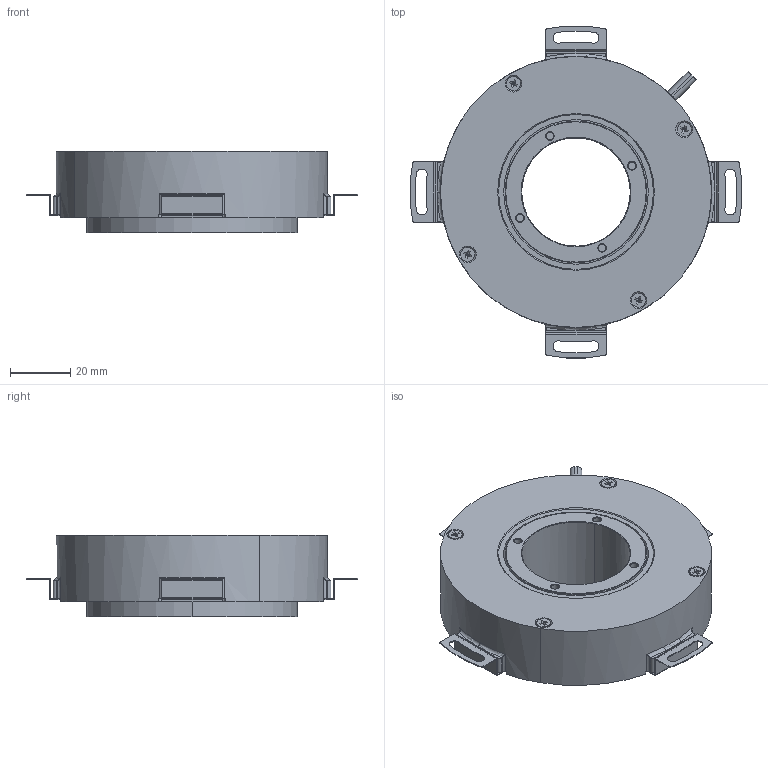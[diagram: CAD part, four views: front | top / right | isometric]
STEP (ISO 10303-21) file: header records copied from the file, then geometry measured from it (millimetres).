
FILE_DESCRIPTION (( 'STEP AP214' ), '1' );
FILE_NAME ('CAB90 20230927.STEP', '2023-09-28T04:16:58', ( '' ), ( '' ), 'SwSTEP 2.0', 'SolidWorks 2018', '' );
FILE_SCHEMA (( 'AUTOMOTIVE_DESIGN' ));
Length unit declared in the file: millimetre
Products named in the file (1): CAB90 20230927
Bounding box: 110.17 x 110.17 x 27 mm (x, y, z)
Volume: 131432.9 mm3; surface area: 27690.4 mm2
Topology: 1 solids, 10 shells, 682 faces, 1567 edges, 924 vertices
Faces by surface type: plane 370, cylinder 213, cone 94, torus 5
Entity records: 26535 total; most frequent: CARTESIAN_POINT 4304, DIRECTION 3098, ORIENTED_EDGE 3086, EDGE_CURVE 1543, AXIS2_PLACEMENT_3D 1194, VERTEX_POINT 924, EDGE_LOOP 743, LINE 710
